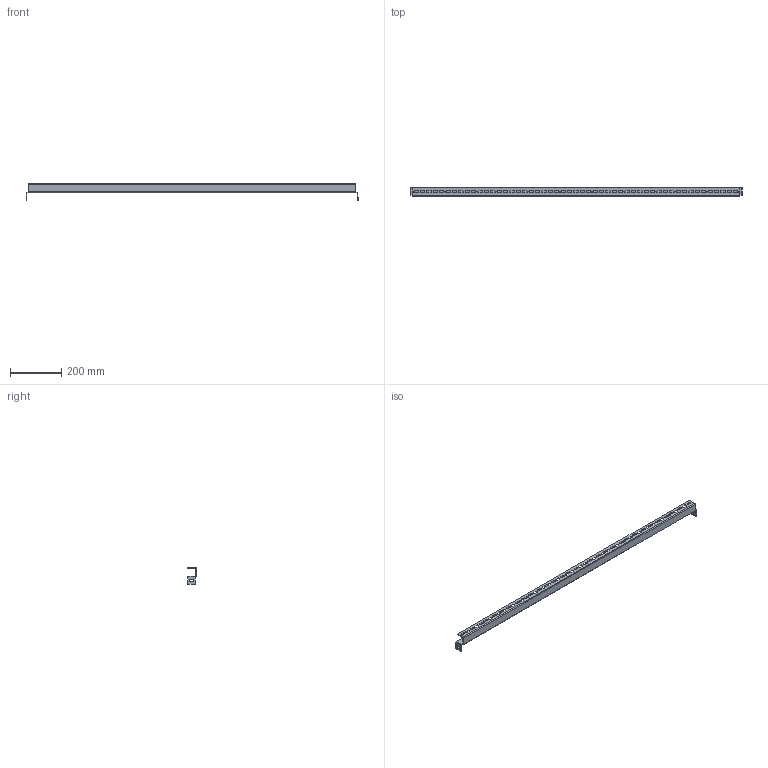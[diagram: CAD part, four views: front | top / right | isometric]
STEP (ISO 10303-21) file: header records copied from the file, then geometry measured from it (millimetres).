
FILE_DESCRIPTION (( 'STEP AP203' ), '1' );
FILE_NAME ('AC00C518.step', '2011-01-20T13:29:18', ( 'User' ), ( 'DKC' ), 'SwSTEP 2.0', 'SolidWorks 2010', '' );
FILE_SCHEMA (( 'CONFIG_CONTROL_DESIGN' ));
Length unit declared in the file: millimetre
Products named in the file (1): AC00C518
Bounding box: 1298.5 x 33.01 x 66 mm (x, y, z)
Volume: 347273.1 mm3; surface area: 247862.1 mm2
Topology: 1 solids, 1 shells, 311 faces, 895 edges, 586 vertices
Faces by surface type: cylinder 169, plane 142
Entity records: 10568 total; most frequent: DIRECTION 1857, CARTESIAN_POINT 1793, ORIENTED_EDGE 1790, EDGE_CURVE 895, AXIS2_PLACEMENT_3D 650, VERTEX_POINT 586, LINE 557, VECTOR 557
